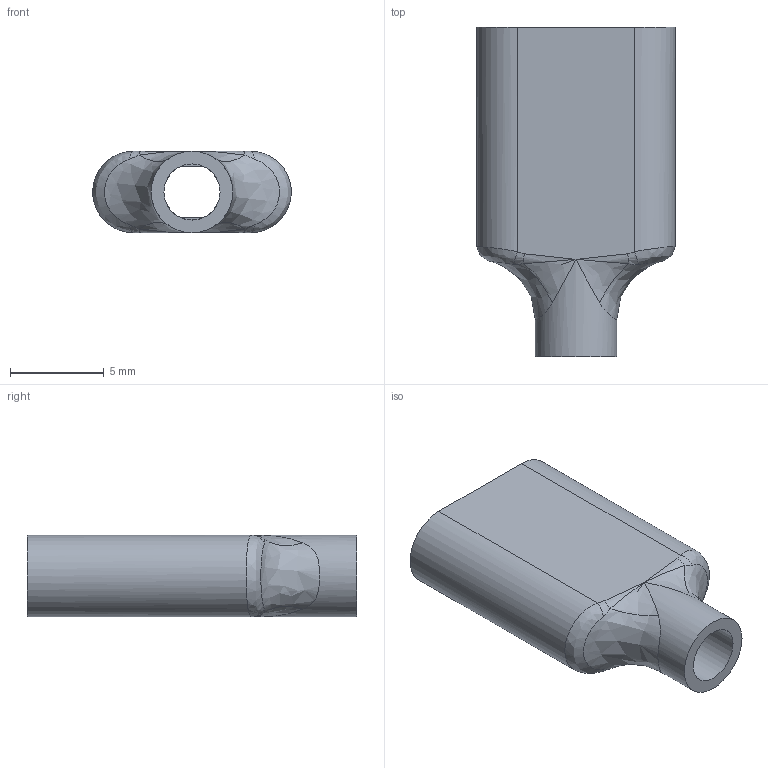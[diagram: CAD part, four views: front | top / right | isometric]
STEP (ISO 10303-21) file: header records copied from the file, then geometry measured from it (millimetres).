
FILE_DESCRIPTION(('HOOPS Exchange Step'),'2;1');
FILE_NAME('temp_export','2025-08-07T09:27:47-04:00',('jscotto'),('Shapr3D Limited'),'HOOPS Exchange 2024.8','Shapr3D','Authorized');
FILE_SCHEMA( ('AP242_MANAGED_MODEL_BASED_3D_ENGINEERING_MIM_LF {1 0 10303 442 1 1 4}') );
Length unit declared in the file: millimetre
Products named in the file (1): root
Bounding box: 10.6 x 17.6 x 4.35 mm (x, y, z)
Volume: 304.1 mm3; surface area: 759.2 mm2
Topology: 1 solids, 1 shells, 32 faces, 81 edges, 43 vertices
Faces by surface type: bspline 16, plane 10, cylinder 6
Full cylindrical faces by diameter (mm): 3 x1, 4.35 x1
Entity records: 4409 total; most frequent: CARTESIAN_POINT 3731, ORIENTED_EDGE 146, DIRECTION 110, EDGE_CURVE 73, AXIS2_PLACEMENT_3D 45, VERTEX_POINT 43, EDGE_LOOP 34, FACE_BOUND 34
